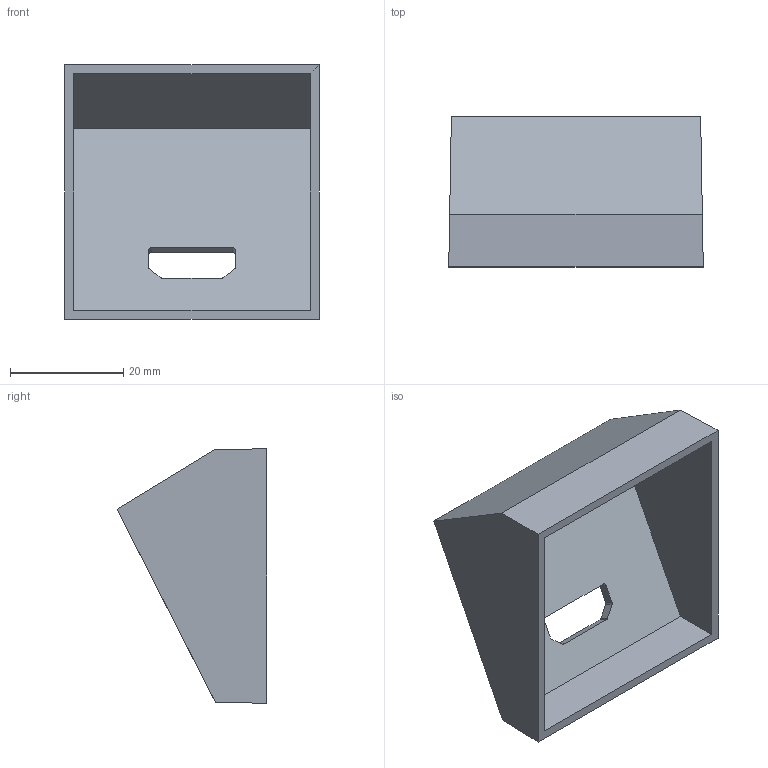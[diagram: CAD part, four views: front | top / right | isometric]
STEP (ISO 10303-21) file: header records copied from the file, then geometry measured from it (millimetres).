
FILE_DESCRIPTION (( 'STEP AP214' ), '1' );
FILE_NAME ('6104814.stp', '2016-10-21T13:29:36', ( '' ), ( '' ), 'SwSTEP 2.0', 'SolidWorks 2016', '' );
FILE_SCHEMA (( 'AUTOMOTIVE_DESIGN' ));
Length unit declared in the file: millimetre
Products named in the file (5): 021679_Standard; 043139_Standard; 021560_Standard; 048639_Lochbild HDMI Tr„gerplatte; 6104814
Assembly tree (4 placements, depth 3):
  6104814
    048639_Lochbild HDMI Tr„gerplatte
      043139_Standard
    021679_Standard
    021560_Standard
Bounding box: 45 x 26.5 x 45 mm (x, y, z)
Volume: 7723.9 mm3; surface area: 11427.3 mm2
Topology: 3 solids, 3 shells, 41 faces, 102 edges, 68 vertices
Faces by surface type: plane 31, cylinder 10
Entity records: 1400 total; most frequent: DIRECTION 220, CARTESIAN_POINT 219, ORIENTED_EDGE 204, EDGE_CURVE 102, LINE 82, VECTOR 82, AXIS2_PLACEMENT_3D 69, VERTEX_POINT 68
